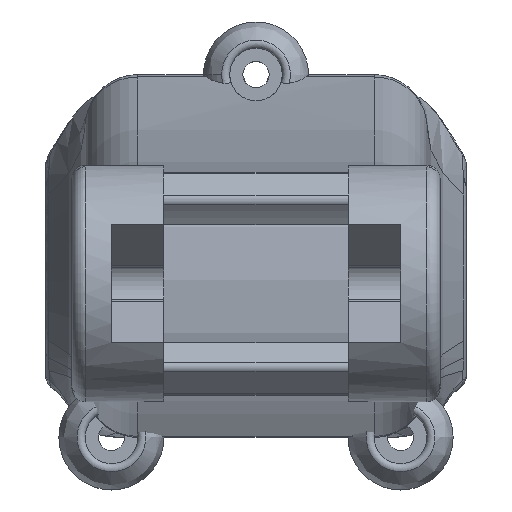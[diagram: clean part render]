
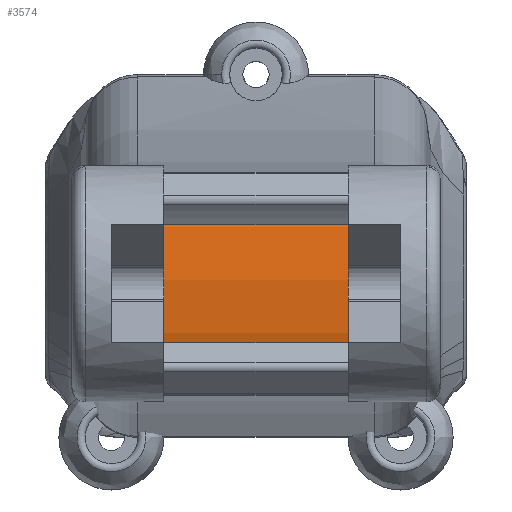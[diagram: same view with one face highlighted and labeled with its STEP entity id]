
A CAD part, top view. The second image highlights one B-rep face of the part: STEP entity #3574.
In plain terms, the highlighted cylindrical face has radius 12 mm (diameter 24 mm), a partial arc.
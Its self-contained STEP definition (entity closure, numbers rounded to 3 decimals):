
#141=B_SPLINE_CURVE_WITH_KNOTS('',3,(#8397,#8398,#8399,#8400,#8401,#8402,
#8403,#8404),.UNSPECIFIED.,.F.,.F.,(4,2,2,4),(0.876,0.9,
1.011,1.122),.UNSPECIFIED.);
#142=B_SPLINE_CURVE_WITH_KNOTS('',3,(#8410,#8411,#8412,#8413,#8414,#8415,
#8416,#8417),.UNSPECIFIED.,.F.,.F.,(4,2,2,4),(0.876,0.9,
1.011,1.122),.UNSPECIFIED.);
#399=LINE('',#8379,#553);
#403=LINE('',#8406,#557);
#404=LINE('',#8409,#558);
#553=VECTOR('',#4932,10.);
#557=VECTOR('',#4946,10.);
#558=VECTOR('',#4949,10.);
#646=CYLINDRICAL_SURFACE('',#4003,12.);
#863=FACE_OUTER_BOUND('',#1090,.T.);
#1090=EDGE_LOOP('',(#3192,#3193,#3194,#3195,#3196,#3197,#3198));
#1358=CIRCLE('',#3994,12.);
#1364=CIRCLE('',#4004,12.);
#1680=VERTEX_POINT('',#8366);
#1681=VERTEX_POINT('',#8368);
#1685=VERTEX_POINT('',#8378);
#1689=VERTEX_POINT('',#8395);
#1690=VERTEX_POINT('',#8396);
#1691=VERTEX_POINT('',#8405);
#1692=VERTEX_POINT('',#8407);
#2196=EDGE_CURVE('',#1681,#1680,#1358,.F.);
#2201=EDGE_CURVE('',#1680,#1685,#399,.T.);
#2208=EDGE_CURVE('',#1689,#1690,#141,.T.);
#2209=EDGE_CURVE('',#1691,#1689,#403,.T.);
#2210=EDGE_CURVE('',#1692,#1691,#1364,.F.);
#2211=EDGE_CURVE('',#1692,#1681,#404,.T.);
#2212=EDGE_CURVE('',#1685,#1690,#142,.T.);
#3192=ORIENTED_EDGE('',*,*,#2208,.F.);
#3193=ORIENTED_EDGE('',*,*,#2209,.F.);
#3194=ORIENTED_EDGE('',*,*,#2210,.F.);
#3195=ORIENTED_EDGE('',*,*,#2211,.T.);
#3196=ORIENTED_EDGE('',*,*,#2196,.T.);
#3197=ORIENTED_EDGE('',*,*,#2201,.T.);
#3198=ORIENTED_EDGE('',*,*,#2212,.T.);
#3574=ADVANCED_FACE('',(#863),#646,.T.);
#3994=AXIS2_PLACEMENT_3D('',#8369,#4921,#4922);
#4003=AXIS2_PLACEMENT_3D('',#8394,#4944,#4945);
#4004=AXIS2_PLACEMENT_3D('',#8408,#4947,#4948);
#4921=DIRECTION('center_axis',(1.,0.,0.));
#4922=DIRECTION('ref_axis',(0.,1.,0.));
#4932=DIRECTION('',(-1.,0.,0.));
#4944=DIRECTION('center_axis',(1.,0.,0.));
#4945=DIRECTION('ref_axis',(0.,1.,0.));
#4946=DIRECTION('',(1.,0.,0.));
#4947=DIRECTION('center_axis',(1.,0.,0.));
#4948=DIRECTION('ref_axis',(0.,1.,0.));
#4949=DIRECTION('',(1.,0.,0.));
#8366=CARTESIAN_POINT('',(4.5,5.971,10.409));
#8368=CARTESIAN_POINT('',(4.5,-3.791,11.385));
#8369=CARTESIAN_POINT('Origin',(4.5,0.,0.));
#8378=CARTESIAN_POINT('',(2.21,5.971,10.409));
#8379=CARTESIAN_POINT('',(0.,5.971,10.409));
#8394=CARTESIAN_POINT('Origin',(0.,0.,0.));
#8395=CARTESIAN_POINT('',(-2.21,5.971,10.409));
#8396=CARTESIAN_POINT('',(0.,5.,10.909));
#8397=CARTESIAN_POINT('Ctrl Pts',(-2.21,5.971,10.409));
#8398=CARTESIAN_POINT('Ctrl Pts',(-2.159,5.915,10.441));
#8399=CARTESIAN_POINT('Ctrl Pts',(-2.106,5.862,10.471));
#8400=CARTESIAN_POINT('Ctrl Pts',(-1.799,5.574,10.63));
#8401=CARTESIAN_POINT('Ctrl Pts',(-1.477,5.36,10.737));
#8402=CARTESIAN_POINT('Ctrl Pts',(-0.762,5.073,10.876));
#8403=CARTESIAN_POINT('Ctrl Pts',(-0.37,5.,10.909));
#8404=CARTESIAN_POINT('Ctrl Pts',(0.,5.,
10.909));
#8405=CARTESIAN_POINT('',(-4.5,5.971,10.409));
#8406=CARTESIAN_POINT('',(0.,5.971,10.409));
#8407=CARTESIAN_POINT('',(-4.5,-3.791,11.385));
#8408=CARTESIAN_POINT('Origin',(-4.5,0.,0.));
#8409=CARTESIAN_POINT('',(0.,-3.791,11.385));
#8410=CARTESIAN_POINT('Ctrl Pts',(2.21,5.971,10.409));
#8411=CARTESIAN_POINT('Ctrl Pts',(2.159,5.915,10.441));
#8412=CARTESIAN_POINT('Ctrl Pts',(2.106,5.862,10.471));
#8413=CARTESIAN_POINT('Ctrl Pts',(1.799,5.574,10.63));
#8414=CARTESIAN_POINT('Ctrl Pts',(1.477,5.36,10.737));
#8415=CARTESIAN_POINT('Ctrl Pts',(0.762,5.073,10.876));
#8416=CARTESIAN_POINT('Ctrl Pts',(0.37,5.,10.909));
#8417=CARTESIAN_POINT('Ctrl Pts',(0.,5.,
10.909));
